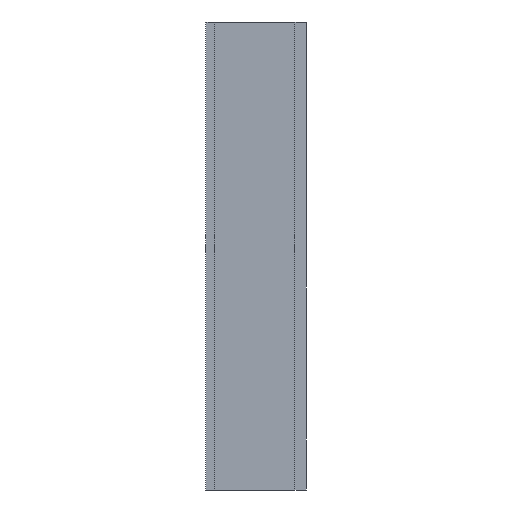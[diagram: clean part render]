
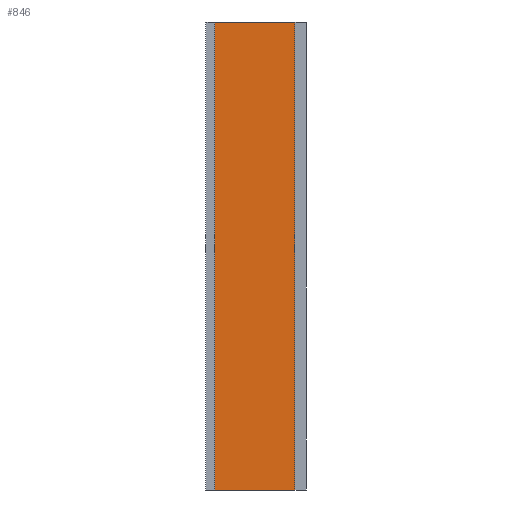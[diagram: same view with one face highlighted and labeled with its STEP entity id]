
A CAD part, front view. The second image highlights one B-rep face of the part: STEP entity #846.
In plain terms, the highlighted planar face has unit normal (0, -1, 0).
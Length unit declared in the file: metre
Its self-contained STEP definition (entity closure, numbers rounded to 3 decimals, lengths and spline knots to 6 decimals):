
#85=LINE('',#1411,#164);
#87=LINE('',#1415,#166);
#88=LINE('',#1417,#167);
#89=LINE('',#1419,#168);
#164=VECTOR('',#1127,1.);
#166=VECTOR('',#1131,1.);
#167=VECTOR('',#1132,1.);
#168=VECTOR('',#1133,1.);
#292=ORIENTED_EDGE('',*,*,#518,.T.);
#293=ORIENTED_EDGE('',*,*,#519,.F.);
#294=ORIENTED_EDGE('',*,*,#520,.F.);
#295=ORIENTED_EDGE('',*,*,#516,.T.);
#516=EDGE_CURVE('',#619,#618,#85,.T.);
#518=EDGE_CURVE('',#618,#620,#87,.T.);
#519=EDGE_CURVE('',#621,#620,#88,.T.);
#520=EDGE_CURVE('',#619,#621,#89,.T.);
#618=VERTEX_POINT('',#1410);
#619=VERTEX_POINT('',#1412);
#620=VERTEX_POINT('',#1416);
#621=VERTEX_POINT('',#1418);
#706=EDGE_LOOP('',(#292,#293,#294,#295));
#761=FACE_BOUND('',#706,.T.);
#816=PLANE('',#934);
#846=ADVANCED_FACE('',(#761),#816,.F.);
#934=AXIS2_PLACEMENT_3D('',#1414,#1129,#1130);
#1127=DIRECTION('',(0.,0.,-1.));
#1129=DIRECTION('',(0.,1.,0.));
#1130=DIRECTION('',(0.,0.,1.));
#1131=DIRECTION('',(1.,0.,0.));
#1132=DIRECTION('',(0.,0.,-1.));
#1133=DIRECTION('',(1.,0.,0.));
#1410=CARTESIAN_POINT('',(-0.014049,0.011944,0.));
#1411=CARTESIAN_POINT('',(-0.014049,0.011944,0.105));
#1412=CARTESIAN_POINT('',(-0.014049,0.011944,0.105));
#1414=CARTESIAN_POINT('',(-0.005049,0.011944,0.105));
#1415=CARTESIAN_POINT('',(-0.005049,0.011944,0.));
#1416=CARTESIAN_POINT('',(0.003951,0.011944,0.));
#1417=CARTESIAN_POINT('',(0.003951,0.011944,0.105));
#1418=CARTESIAN_POINT('',(0.003951,0.011944,0.105));
#1419=CARTESIAN_POINT('',(-0.005049,0.011944,0.105));
